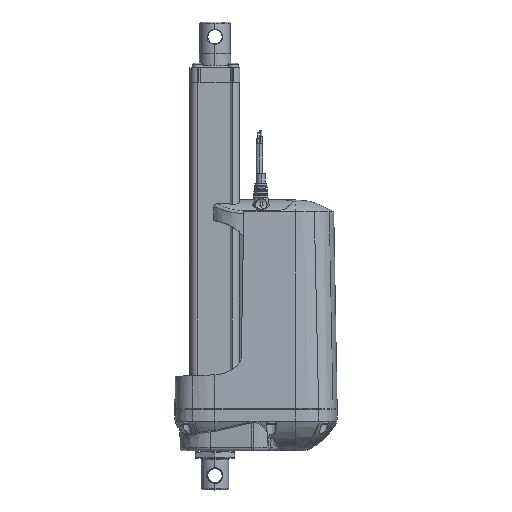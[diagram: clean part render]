
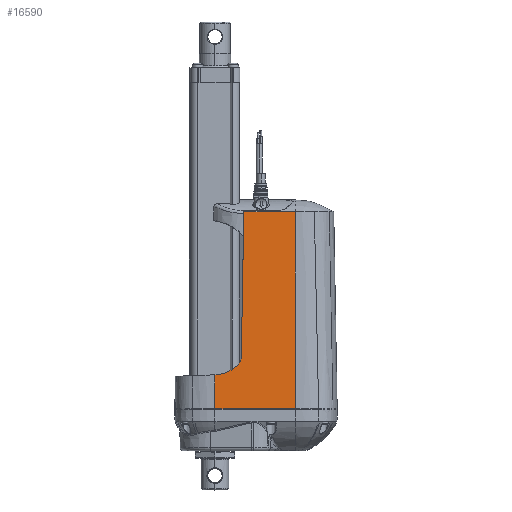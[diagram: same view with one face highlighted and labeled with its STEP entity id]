
A CAD part, top view. The second image highlights one B-rep face of the part: STEP entity #16590.
In plain terms, the highlighted planar face has unit normal (0, 0.018, 1).
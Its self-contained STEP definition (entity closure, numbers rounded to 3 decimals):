
#1517 = VECTOR ( 'NONE', #35886, 1000. ) ;
#2072 = CARTESIAN_POINT ( 'NONE',  ( 86.216, 60.6, 38. ) ) ;
#2352 = EDGE_CURVE ( 'NONE', #74564, #38241, #65140, .T. ) ;
#4054 = CARTESIAN_POINT ( 'NONE',  ( 35.422, 102.17, 37.273 ) ) ;
#4470 = CARTESIAN_POINT ( 'NONE',  ( 20.436, 92.554, 37.441 ) ) ;
#5368 = CARTESIAN_POINT ( 'NONE',  ( 12.796, 81.141, 37.641 ) ) ;
#7839 = CARTESIAN_POINT ( 'NONE',  ( 86.216, 120.435, 36.953 ) ) ;
#11160 = CARTESIAN_POINT ( 'NONE',  ( 30.775, 97.646, 37.352 ) ) ;
#11705 = CARTESIAN_POINT ( 'NONE',  ( 36.503, 104.624, 37.23 ) ) ;
#13938 = ORIENTED_EDGE ( 'NONE', *, *, #21680, .F. ) ;
#14374 = LINE ( 'NONE', #21547, #1517 ) ;
#14484 = ORIENTED_EDGE ( 'NONE', *, *, #38048, .T. ) ;
#15544 = CARTESIAN_POINT ( 'NONE',  ( 39.134, 240.106, 34.859 ) ) ;
#16590 = ADVANCED_FACE ( 'NONE', ( #21741 ), #29369, .T. ) ;
#17092 = CARTESIAN_POINT ( 'NONE',  ( 12.796, 91.411, 37.461 ) ) ;
#17287 = CARTESIAN_POINT ( 'NONE',  ( 12.816, 91.411, 37.461 ) ) ;
#18109 = ORIENTED_EDGE ( 'NONE', *, *, #68282, .T. ) ;
#18210 = CARTESIAN_POINT ( 'NONE',  ( 12.796, 60.6, 38. ) ) ;
#19714 = CARTESIAN_POINT ( 'NONE',  ( 12.796, 91.411, 37.461 ) ) ;
#21383 = ORIENTED_EDGE ( 'NONE', *, *, #33958, .T. ) ;
#21547 = CARTESIAN_POINT ( 'NONE',  ( 11.34, 60.6, 38. ) ) ;
#21680 = EDGE_CURVE ( 'NONE', #39422, #38241, #24612, .T. ) ;
#21741 = FACE_OUTER_BOUND ( 'NONE', #79417, .T. ) ;
#23181 = ORIENTED_EDGE ( 'NONE', *, *, #48200, .T. ) ;
#24612 = LINE ( 'NONE', #31769, #67734 ) ;
#26460 = CARTESIAN_POINT ( 'NONE',  ( 14.75, 91.481, 37.46 ) ) ;
#27011 = CARTESIAN_POINT ( 'NONE',  ( 34.665, 101.094, 37.291 ) ) ;
#27374 = CARTESIAN_POINT ( 'NONE',  ( 12.796, 60.6, 38. ) ) ;
#27691 = CARTESIAN_POINT ( 'NONE',  ( 33.691, 100.17, 37.308 ) ) ;
#28287 = CARTESIAN_POINT ( 'NONE',  ( 36.809, 107.252, 37.184 ) ) ;
#29307 = EDGE_CURVE ( 'NONE', #39422, #50594, #43297, .T. ) ;
#29369 = PLANE ( 'NONE',  #55474 ) ;
#31253 = CARTESIAN_POINT ( 'NONE',  ( 86.216, 180.271, 35.906 ) ) ;
#31440 = CARTESIAN_POINT ( 'NONE',  ( 12.803, 91.411, 37.461 ) ) ;
#31769 = CARTESIAN_POINT ( 'NONE',  ( 39.134, 240.106, 34.859 ) ) ;
#33169 = CARTESIAN_POINT ( 'NONE',  ( 22.272, 93.136, 37.431 ) ) ;
#33958 = EDGE_CURVE ( 'NONE', #50594, #49831, #82795, .T. ) ;
#34660 = CARTESIAN_POINT ( 'NONE',  ( 33.691, 100.17, 37.308 ) ) ;
#35737 = VERTEX_POINT ( 'NONE', #18210 ) ;
#35886 = DIRECTION ( 'NONE',  ( 1., 0., 0. ) ) ;
#38048 = EDGE_CURVE ( 'NONE', #35737, #74564, #14374, .T. ) ;
#38241 = VERTEX_POINT ( 'NONE', #89002 ) ;
#38435 = B_SPLINE_CURVE_WITH_KNOTS ( 'NONE', 3,
 ( #47200, #75892, #31440, #17092 ),
 .UNSPECIFIED., .F., .F.,
 ( 4, 4 ),
 ( 0., 1. ),
 .UNSPECIFIED. ) ;
#39181 = ORIENTED_EDGE ( 'NONE', *, *, #2352, .T. ) ;
#39422 = VERTEX_POINT ( 'NONE', #15544 ) ;
#40313 = CARTESIAN_POINT ( 'NONE',  ( 27.538, 95.534, 37.389 ) ) ;
#41338 = CARTESIAN_POINT ( 'NONE',  ( 36.785, 105.91, 37.207 ) ) ;
#43244 = DIRECTION ( 'NONE',  ( 0., 0.017, 1. ) ) ;
#43297 = LINE ( 'NONE', #94447, #92589 ) ;
#44675 = DIRECTION ( 'NONE',  ( 1., 0., 0. ) ) ;
#46010 = VERTEX_POINT ( 'NONE', #84570 ) ;
#47200 = CARTESIAN_POINT ( 'NONE',  ( 12.816, 91.411, 37.461 ) ) ;
#47506 = CARTESIAN_POINT ( 'NONE',  ( 32.287, 98.839, 37.331 ) ) ;
#48200 = EDGE_CURVE ( 'NONE', #46010, #35737, #50694, .T. ) ;
#48689 = VERTEX_POINT ( 'NONE', #17287 ) ;
#49831 = VERTEX_POINT ( 'NONE', #27691 ) ;
#50594 = VERTEX_POINT ( 'NONE', #28287 ) ;
#50694 = B_SPLINE_CURVE_WITH_KNOTS ( 'NONE', 3,
 ( #19714, #5368, #62751, #27374 ),
 .UNSPECIFIED., .F., .F.,
 ( 4, 4 ),
 ( 0., 1. ),
 .UNSPECIFIED. ) ;
#55474 = AXIS2_PLACEMENT_3D ( 'NONE', #65260, #43244, #72438 ) ;
#56728 = DIRECTION ( 'NONE',  ( -0.017, -1., 0.017 ) ) ;
#60220 = B_SPLINE_CURVE_WITH_KNOTS ( 'NONE', 3,
 ( #77148, #47506, #11160, #40313, #69975, #33169, #4470, #91941, #26460, #84777 ),
 .UNSPECIFIED., .F., .F.,
 ( 4, 2, 2, 2, 4 ),
 ( 0., 0.25, 0.5, 0.75, 1. ),
 .UNSPECIFIED. ) ;
#60401 = CARTESIAN_POINT ( 'NONE',  ( 86.216, 240.106, 34.858 ) ) ;
#62751 = CARTESIAN_POINT ( 'NONE',  ( 12.796, 70.87, 37.82 ) ) ;
#65140 = B_SPLINE_CURVE_WITH_KNOTS ( 'NONE', 3,
 ( #2072, #7839, #31253, #60401 ),
 .UNSPECIFIED., .F., .F.,
 ( 4, 4 ),
 ( 0., 1. ),
 .UNSPECIFIED. ) ;
#65260 = CARTESIAN_POINT ( 'NONE',  ( 11.34, 60.6, 38. ) ) ;
#67734 = VECTOR ( 'NONE', #44675, 1000. ) ;
#68282 = EDGE_CURVE ( 'NONE', #49831, #48689, #60220, .T. ) ;
#69975 = CARTESIAN_POINT ( 'NONE',  ( 25.836, 94.631, 37.404 ) ) ;
#70520 = CARTESIAN_POINT ( 'NONE',  ( 86.216, 60.6, 38. ) ) ;
#72438 = DIRECTION ( 'NONE',  ( 0., -1., 0.017 ) ) ;
#73497 = ORIENTED_EDGE ( 'NONE', *, *, #88860, .T. ) ;
#74564 = VERTEX_POINT ( 'NONE', #70520 ) ;
#74568 = ORIENTED_EDGE ( 'NONE', *, *, #29307, .T. ) ;
#75892 = CARTESIAN_POINT ( 'NONE',  ( 12.81, 91.411, 37.461 ) ) ;
#77148 = CARTESIAN_POINT ( 'NONE',  ( 33.691, 100.17, 37.308 ) ) ;
#77689 = CARTESIAN_POINT ( 'NONE',  ( 36.809, 107.252, 37.184 ) ) ;
#79417 = EDGE_LOOP ( 'NONE', ( #18109, #73497, #23181, #14484, #39181, #13938, #74568, #21383 ) ) ;
#82795 = B_SPLINE_CURVE_WITH_KNOTS ( 'NONE', 3,
 ( #77689, #41338, #11705, #4054, #27011, #34660 ),
 .UNSPECIFIED., .F., .F.,
 ( 4, 2, 4 ),
 ( 0., 0.5, 1. ),
 .UNSPECIFIED. ) ;
#84570 = CARTESIAN_POINT ( 'NONE',  ( 12.796, 91.411, 37.461 ) ) ;
#84777 = CARTESIAN_POINT ( 'NONE',  ( 12.816, 91.411, 37.461 ) ) ;
#88860 = EDGE_CURVE ( 'NONE', #48689, #46010, #38435, .T. ) ;
#89002 = CARTESIAN_POINT ( 'NONE',  ( 86.216, 240.106, 34.858 ) ) ;
#91941 = CARTESIAN_POINT ( 'NONE',  ( 16.66, 91.723, 37.455 ) ) ;
#92589 = VECTOR ( 'NONE', #56728, 1000. ) ;
#94447 = CARTESIAN_POINT ( 'NONE',  ( 39.134, 240.106, 34.859 ) ) ;
